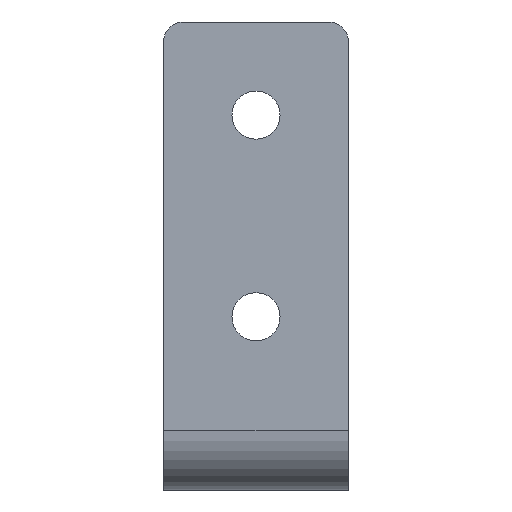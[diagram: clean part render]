
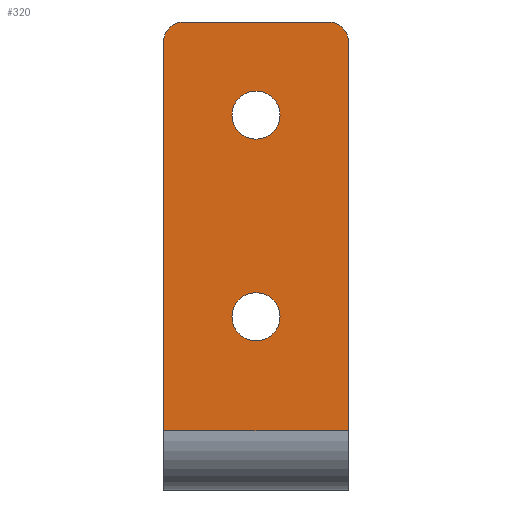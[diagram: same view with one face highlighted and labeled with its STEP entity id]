
A CAD part, left-side view. The second image highlights one B-rep face of the part: STEP entity #320.
In plain terms, the highlighted planar face has unit normal (-1, 0, 0).
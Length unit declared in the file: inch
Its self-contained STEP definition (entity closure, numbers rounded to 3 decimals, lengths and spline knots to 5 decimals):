
#2 = VERTEX_POINT ( 'NONE', #245 ) ;
#19 = CARTESIAN_POINT ( 'NONE',  ( 0., 0.18437, 1.1375 ) ) ;
#22 = CARTESIAN_POINT ( 'NONE',  ( 0., 0.23438, 1.1875 ) ) ;
#29 = DIRECTION ( 'NONE',  ( 0., 0., 1. ) ) ;
#31 = VECTOR ( 'NONE', #377, 39.37008 ) ;
#49 = DIRECTION ( 'NONE',  ( 0., 0., 1. ) ) ;
#56 = VERTEX_POINT ( 'NONE', #471 ) ;
#62 = ORIENTED_EDGE ( 'NONE', *, *, #130, .F. ) ;
#67 = DIRECTION ( 'NONE',  ( 0., -1., 0. ) ) ;
#69 = VECTOR ( 'NONE', #258, 39.37008 ) ;
#74 = ORIENTED_EDGE ( 'NONE', *, *, #229, .T. ) ;
#76 = EDGE_CURVE ( 'NONE', #255, #953, #445, .T. ) ;
#82 = EDGE_CURVE ( 'NONE', #255, #415, #548, .T. ) ;
#105 = CARTESIAN_POINT ( 'NONE',  ( 0., 0., 0.89026 ) ) ;
#106 = DIRECTION ( 'NONE',  ( -1., 0., 0. ) ) ;
#109 = EDGE_LOOP ( 'NONE', ( #650, #74, #480, #464, #503, #922 ) ) ;
#130 = EDGE_CURVE ( 'NONE', #278, #416, #717, .T. ) ;
#135 = CARTESIAN_POINT ( 'NONE',  ( 0., 0.23438, 1.1375 ) ) ;
#137 = CARTESIAN_POINT ( 'NONE',  ( 0., 0.23438, 0.15 ) ) ;
#148 = AXIS2_PLACEMENT_3D ( 'NONE', #697, #375, #993 ) ;
#155 = ORIENTED_EDGE ( 'NONE', *, *, #259, .F. ) ;
#158 = LINE ( 'NONE', #306, #628 ) ;
#161 = AXIS2_PLACEMENT_3D ( 'NONE', #738, #746, #421 ) ;
#177 = VERTEX_POINT ( 'NONE', #205 ) ;
#198 = CARTESIAN_POINT ( 'NONE',  ( 0., 0.23438, 1.1875 ) ) ;
#205 = CARTESIAN_POINT ( 'NONE',  ( 0., -0.23438, 0.15 ) ) ;
#208 = FACE_BOUND ( 'NONE', #474, .T. ) ;
#229 = EDGE_CURVE ( 'NONE', #2, #415, #487, .T. ) ;
#230 = AXIS2_PLACEMENT_3D ( 'NONE', #518, #988, #431 ) ;
#245 = CARTESIAN_POINT ( 'NONE',  ( 0., -0.23438, 1.1375 ) ) ;
#255 = VERTEX_POINT ( 'NONE', #762 ) ;
#258 = DIRECTION ( 'NONE',  ( 0., -1., 0. ) ) ;
#259 = EDGE_CURVE ( 'NONE', #56, #335, #594, .T. ) ;
#278 = VERTEX_POINT ( 'NONE', #105 ) ;
#306 = CARTESIAN_POINT ( 'NONE',  ( 0., 0.23438, 0.15 ) ) ;
#320 = ADVANCED_FACE ( 'NONE', ( #208, #363, #1001 ), #798, .T. ) ;
#335 = VERTEX_POINT ( 'NONE', #481 ) ;
#348 = CARTESIAN_POINT ( 'NONE',  ( 0., -0.23438, 1.1875 ) ) ;
#350 = LINE ( 'NONE', #348, #640 ) ;
#362 = DIRECTION ( 'NONE',  ( -1., 0., 0. ) ) ;
#363 = FACE_OUTER_BOUND ( 'NONE', #109, .T. ) ;
#372 = LINE ( 'NONE', #698, #31 ) ;
#375 = DIRECTION ( 'NONE',  ( -1., 0., 0. ) ) ;
#377 = DIRECTION ( 'NONE',  ( 0., 0., -1. ) ) ;
#414 = DIRECTION ( 'NONE',  ( 0., 0., 1. ) ) ;
#415 = VERTEX_POINT ( 'NONE', #636 ) ;
#416 = VERTEX_POINT ( 'NONE', #561 ) ;
#421 = DIRECTION ( 'NONE',  ( 0., 0., 1. ) ) ;
#425 = ORIENTED_EDGE ( 'NONE', *, *, #609, .F. ) ;
#429 = DIRECTION ( 'NONE',  ( 0., 0., 1. ) ) ;
#431 = DIRECTION ( 'NONE',  ( 0., 0., 1. ) ) ;
#437 = ORIENTED_EDGE ( 'NONE', *, *, #620, .F. ) ;
#445 = CIRCLE ( 'NONE', #781, 0.05 ) ;
#454 = DIRECTION ( 'NONE',  ( -1., 0., 0. ) ) ;
#464 = ORIENTED_EDGE ( 'NONE', *, *, #76, .T. ) ;
#471 = CARTESIAN_POINT ( 'NONE',  ( 0., 0., 0.37844 ) ) ;
#474 = EDGE_LOOP ( 'NONE', ( #62, #425 ) ) ;
#480 = ORIENTED_EDGE ( 'NONE', *, *, #82, .F. ) ;
#481 = CARTESIAN_POINT ( 'NONE',  ( 0., 0., 0.50049 ) ) ;
#487 = CIRCLE ( 'NONE', #148, 0.05 ) ;
#492 = DIRECTION ( 'NONE',  ( -1., 0., 0. ) ) ;
#503 = ORIENTED_EDGE ( 'NONE', *, *, #931, .T. ) ;
#518 = CARTESIAN_POINT ( 'NONE',  ( 0., 0., 0.43947 ) ) ;
#548 = LINE ( 'NONE', #22, #69 ) ;
#561 = CARTESIAN_POINT ( 'NONE',  ( 0., 0., 1.0123 ) ) ;
#588 = DIRECTION ( 'NONE',  ( 0., 0., -1. ) ) ;
#594 = CIRCLE ( 'NONE', #843, 0.06102 ) ;
#609 = EDGE_CURVE ( 'NONE', #416, #278, #804, .T. ) ;
#620 = EDGE_CURVE ( 'NONE', #335, #56, #699, .T. ) ;
#628 = VECTOR ( 'NONE', #67, 39.37008 ) ;
#636 = CARTESIAN_POINT ( 'NONE',  ( 0., -0.18437, 1.1875 ) ) ;
#640 = VECTOR ( 'NONE', #588, 39.37008 ) ;
#650 = ORIENTED_EDGE ( 'NONE', *, *, #685, .F. ) ;
#685 = EDGE_CURVE ( 'NONE', #2, #177, #350, .T. ) ;
#697 = CARTESIAN_POINT ( 'NONE',  ( 0., -0.18437, 1.1375 ) ) ;
#698 = CARTESIAN_POINT ( 'NONE',  ( 0., 0.23438, 1.1875 ) ) ;
#699 = CIRCLE ( 'NONE', #230, 0.06102 ) ;
#710 = CARTESIAN_POINT ( 'NONE',  ( 0., 0., 0.43947 ) ) ;
#717 = CIRCLE ( 'NONE', #161, 0.06102 ) ;
#731 = EDGE_LOOP ( 'NONE', ( #155, #437 ) ) ;
#732 = CARTESIAN_POINT ( 'NONE',  ( 0., 0., 0.95128 ) ) ;
#738 = CARTESIAN_POINT ( 'NONE',  ( 0., 0., 0.95128 ) ) ;
#746 = DIRECTION ( 'NONE',  ( -1., 0., 0. ) ) ;
#762 = CARTESIAN_POINT ( 'NONE',  ( 0., 0.18437, 1.1875 ) ) ;
#781 = AXIS2_PLACEMENT_3D ( 'NONE', #19, #106, #29 ) ;
#798 = PLANE ( 'NONE',  #813 ) ;
#804 = CIRCLE ( 'NONE', #829, 0.06102 ) ;
#813 = AXIS2_PLACEMENT_3D ( 'NONE', #198, #362, #49 ) ;
#829 = AXIS2_PLACEMENT_3D ( 'NONE', #732, #492, #414 ) ;
#843 = AXIS2_PLACEMENT_3D ( 'NONE', #710, #454, #429 ) ;
#922 = ORIENTED_EDGE ( 'NONE', *, *, #944, .T. ) ;
#931 = EDGE_CURVE ( 'NONE', #953, #954, #372, .T. ) ;
#944 = EDGE_CURVE ( 'NONE', #954, #177, #158, .T. ) ;
#953 = VERTEX_POINT ( 'NONE', #135 ) ;
#954 = VERTEX_POINT ( 'NONE', #137 ) ;
#988 = DIRECTION ( 'NONE',  ( -1., 0., 0. ) ) ;
#993 = DIRECTION ( 'NONE',  ( 0., 0., 1. ) ) ;
#1001 = FACE_BOUND ( 'NONE', #731, .T. ) ;
